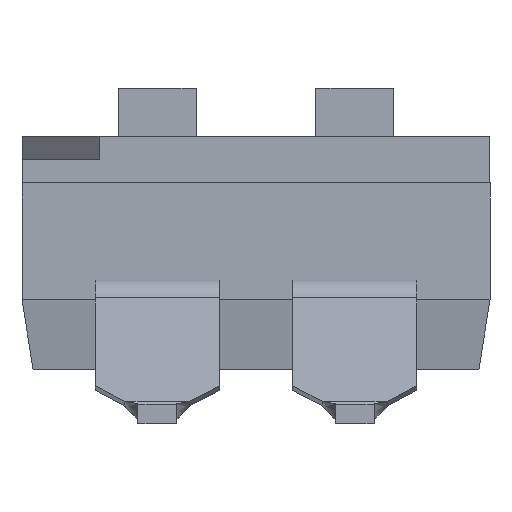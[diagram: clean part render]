
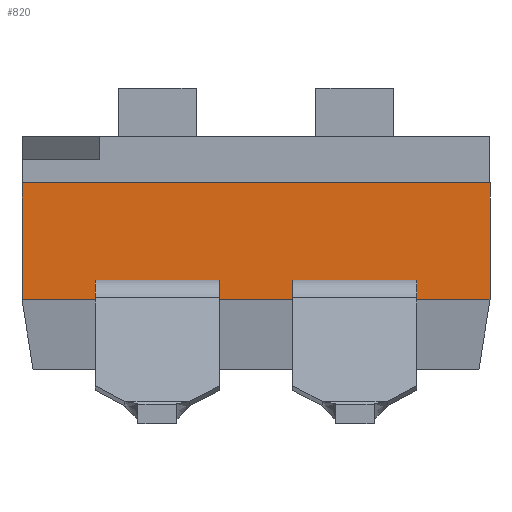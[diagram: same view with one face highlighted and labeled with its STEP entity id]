
A CAD part, front view. The second image highlights one B-rep face of the part: STEP entity #820.
In plain terms, the highlighted planar face has unit normal (0, -1, 0).
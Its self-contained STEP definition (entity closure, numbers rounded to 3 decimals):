
#820 = ADVANCED_FACE( '', ( #1630 ), #1631, .T. );
#1630 = FACE_OUTER_BOUND( '', #2519, .T. );
#1631 = PLANE( '', #2520 );
#2519 = EDGE_LOOP( '', ( #4604, #4605, #4606, #4607, #4608, #4609, #4610, #4611, #4612, #4613, #4614, #4615 ) );
#2520 = AXIS2_PLACEMENT_3D( '', #4616, #4617, #4618 );
#4604 = ORIENTED_EDGE( '', *, *, #6144, .F. );
#4605 = ORIENTED_EDGE( '', *, *, #5996, .T. );
#4606 = ORIENTED_EDGE( '', *, *, #5891, .T. );
#4607 = ORIENTED_EDGE( '', *, *, #6273, .F. );
#4608 = ORIENTED_EDGE( '', *, *, #6274, .F. );
#4609 = ORIENTED_EDGE( '', *, *, #6000, .T. );
#4610 = ORIENTED_EDGE( '', *, *, #6275, .T. );
#4611 = ORIENTED_EDGE( '', *, *, #6276, .T. );
#4612 = ORIENTED_EDGE( '', *, *, #6277, .F. );
#4613 = ORIENTED_EDGE( '', *, *, #5998, .T. );
#4614 = ORIENTED_EDGE( '', *, *, #6149, .T. );
#4615 = ORIENTED_EDGE( '', *, *, #5818, .T. );
#4616 = CARTESIAN_POINT( '', ( -3.01, -3.1, -2.4 ) );
#4617 = DIRECTION( '', ( 0., -1., 0. ) );
#4618 = DIRECTION( '', ( 1., 0., 0. ) );
#5818 = EDGE_CURVE( '', #7097, #7095, #7098, .T. );
#5891 = EDGE_CURVE( '', #7205, #7210, #7212, .T. );
#5996 = EDGE_CURVE( '', #7367, #7205, #7368, .T. );
#5998 = EDGE_CURVE( '', #7371, #7369, #7372, .T. );
#6000 = EDGE_CURVE( '', #7375, #7373, #7376, .T. );
#6144 = EDGE_CURVE( '', #7367, #7095, #7581, .T. );
#6149 = EDGE_CURVE( '', #7369, #7097, #7586, .T. );
#6273 = EDGE_CURVE( '', #7745, #7210, #7746, .T. );
#6274 = EDGE_CURVE( '', #7375, #7745, #7747, .T. );
#6275 = EDGE_CURVE( '', #7373, #7748, #7749, .T. );
#6276 = EDGE_CURVE( '', #7748, #7750, #7751, .T. );
#6277 = EDGE_CURVE( '', #7371, #7750, #7752, .T. );
#7095 = VERTEX_POINT( '', #8977 );
#7097 = VERTEX_POINT( '', #8980 );
#7098 = LINE( '', #8981, #8982 );
#7205 = VERTEX_POINT( '', #9154 );
#7210 = VERTEX_POINT( '', #9161 );
#7212 = LINE( '', #9164, #9165 );
#7367 = VERTEX_POINT( '', #9402 );
#7368 = LINE( '', #9403, #9404 );
#7369 = VERTEX_POINT( '', #9405 );
#7371 = VERTEX_POINT( '', #9408 );
#7372 = LINE( '', #9409, #9410 );
#7373 = VERTEX_POINT( '', #9411 );
#7375 = VERTEX_POINT( '', #9414 );
#7376 = LINE( '', #9415, #9416 );
#7581 = LINE( '', #9787, #9788 );
#7586 = LINE( '', #9795, #9796 );
#7745 = VERTEX_POINT( '', #10054 );
#7746 = LINE( '', #10055, #10056 );
#7747 = LINE( '', #10057, #10058 );
#7748 = VERTEX_POINT( '', #10059 );
#7749 = LINE( '', #10060, #10061 );
#7750 = VERTEX_POINT( '', #10062 );
#7751 = LINE( '', #10063, #10064 );
#7752 = LINE( '', #10065, #10066 );
#8977 = CARTESIAN_POINT( '', ( 2.07, -3.1, -1.25 ) );
#8980 = CARTESIAN_POINT( '', ( 0.47, -3.1, -1.25 ) );
#8981 = CARTESIAN_POINT( '', ( 0.47, -3.1, -1.25 ) );
#8982 = VECTOR( '', #10663, 1000. );
#9154 = CARTESIAN_POINT( '', ( 3.01, -3.1, -1.5 ) );
#9161 = CARTESIAN_POINT( '', ( 3.01, -3.1, 0. ) );
#9164 = CARTESIAN_POINT( '', ( 3.01, -3.1, -2.4 ) );
#9165 = VECTOR( '', #10739, 1000. );
#9402 = CARTESIAN_POINT( '', ( 2.07, -3.1, -1.5 ) );
#9403 = CARTESIAN_POINT( '', ( -8.969, -3.1, -1.5 ) );
#9404 = VECTOR( '', #10832, 1000. );
#9405 = CARTESIAN_POINT( '', ( 0.47, -3.1, -1.5 ) );
#9408 = CARTESIAN_POINT( '', ( -0.47, -3.1, -1.5 ) );
#9409 = CARTESIAN_POINT( '', ( -8.969, -3.1, -1.5 ) );
#9410 = VECTOR( '', #10834, 1000. );
#9411 = CARTESIAN_POINT( '', ( -2.07, -3.1, -1.5 ) );
#9414 = CARTESIAN_POINT( '', ( -3.01, -3.1, -1.5 ) );
#9415 = CARTESIAN_POINT( '', ( -8.969, -3.1, -1.5 ) );
#9416 = VECTOR( '', #10836, 1000. );
#9787 = CARTESIAN_POINT( '', ( 2.07, -3.1, -1.5 ) );
#9788 = VECTOR( '', #10962, 1000. );
#9795 = CARTESIAN_POINT( '', ( 0.47, -3.1, -1.5 ) );
#9796 = VECTOR( '', #10965, 1000. );
#10054 = CARTESIAN_POINT( '', ( -3.01, -3.1, 0. ) );
#10055 = CARTESIAN_POINT( '', ( -3.01, -3.1, 0. ) );
#10056 = VECTOR( '', #11070, 1000. );
#10057 = CARTESIAN_POINT( '', ( -3.01, -3.1, -2.4 ) );
#10058 = VECTOR( '', #11071, 1000. );
#10059 = CARTESIAN_POINT( '', ( -2.07, -3.1, -1.25 ) );
#10060 = CARTESIAN_POINT( '', ( -2.07, -3.1, -1.5 ) );
#10061 = VECTOR( '', #11072, 1000. );
#10062 = CARTESIAN_POINT( '', ( -0.47, -3.1, -1.25 ) );
#10063 = CARTESIAN_POINT( '', ( -2.07, -3.1, -1.25 ) );
#10064 = VECTOR( '', #11073, 1000. );
#10065 = CARTESIAN_POINT( '', ( -0.47, -3.1, -1.5 ) );
#10066 = VECTOR( '', #11074, 1000. );
#10663 = DIRECTION( '', ( 1., 0., 0. ) );
#10739 = DIRECTION( '', ( 0., 0., 1. ) );
#10832 = DIRECTION( '', ( 1., 0., 0. ) );
#10834 = DIRECTION( '', ( 1., 0., 0. ) );
#10836 = DIRECTION( '', ( 1., 0., 0. ) );
#10962 = DIRECTION( '', ( 0., 0., 1. ) );
#10965 = DIRECTION( '', ( 0., 0., 1. ) );
#11070 = DIRECTION( '', ( 1., 0., 0. ) );
#11071 = DIRECTION( '', ( 0., 0., 1. ) );
#11072 = DIRECTION( '', ( 0., 0., 1. ) );
#11073 = DIRECTION( '', ( 1., 0., 0. ) );
#11074 = DIRECTION( '', ( 0., 0., 1. ) );
